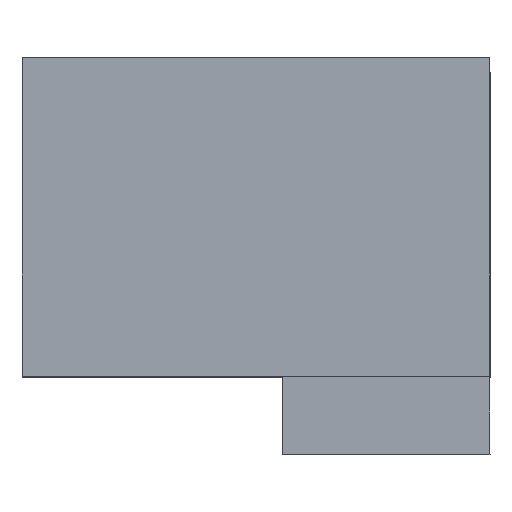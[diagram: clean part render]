
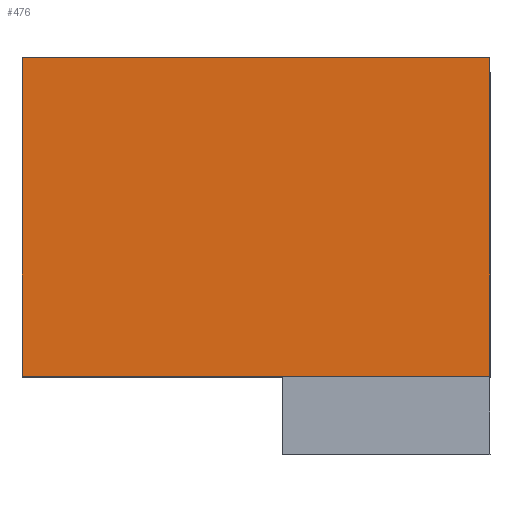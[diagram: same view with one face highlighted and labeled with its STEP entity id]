
A CAD part, top view. The second image highlights one B-rep face of the part: STEP entity #476.
In plain terms, the highlighted planar face has unit normal (0, 0, 1).
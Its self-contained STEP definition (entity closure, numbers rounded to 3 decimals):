
#88 = VERTEX_POINT('',#89);
#89 = CARTESIAN_POINT('',(146.141,1011.278,
    50.445));
#95 = EDGE_CURVE('',#88,#96,#98,.T.);
#96 = VERTEX_POINT('',#97);
#97 = CARTESIAN_POINT('',(146.141,980.528,
    50.445));
#98 = LINE('',#99,#100);
#99 = CARTESIAN_POINT('',(146.141,982.528,
    50.445));
#100 = VECTOR('',#101,1.);
#101 = DIRECTION('',(0.,-1.,0.));
#476 = ADVANCED_FACE('',(#477),#502,.T.);
#477 = FACE_BOUND('',#478,.T.);
#478 = EDGE_LOOP('',(#479,#480,#488,#496));
#479 = ORIENTED_EDGE('',*,*,#95,.F.);
#480 = ORIENTED_EDGE('',*,*,#481,.T.);
#481 = EDGE_CURVE('',#88,#482,#484,.T.);
#482 = VERTEX_POINT('',#483);
#483 = CARTESIAN_POINT('',(100.991,1011.278,
    50.445));
#484 = LINE('',#485,#486);
#485 = CARTESIAN_POINT('',(126.141,1011.278,
    50.445));
#486 = VECTOR('',#487,1.);
#487 = DIRECTION('',(-1.,-0.,0.));
#488 = ORIENTED_EDGE('',*,*,#489,.T.);
#489 = EDGE_CURVE('',#482,#490,#492,.T.);
#490 = VERTEX_POINT('',#491);
#491 = CARTESIAN_POINT('',(100.991,980.528,50.445));
#492 = LINE('',#493,#494);
#493 = CARTESIAN_POINT('',(100.991,1011.278,
    50.445));
#494 = VECTOR('',#495,1.);
#495 = DIRECTION('',(0.,-1.,0.));
#496 = ORIENTED_EDGE('',*,*,#497,.T.);
#497 = EDGE_CURVE('',#490,#96,#498,.T.);
#498 = LINE('',#499,#500);
#499 = CARTESIAN_POINT('',(136.141,980.528,
    50.445));
#500 = VECTOR('',#501,1.);
#501 = DIRECTION('',(1.,0.,0.));
#502 = PLANE('',#503);
#503 = AXIS2_PLACEMENT_3D('',#504,#505,#506);
#504 = CARTESIAN_POINT('',(123.566,995.903,
    50.445));
#505 = DIRECTION('',(0.,0.,1.));
#506 = DIRECTION('',(1.,0.,0.));
